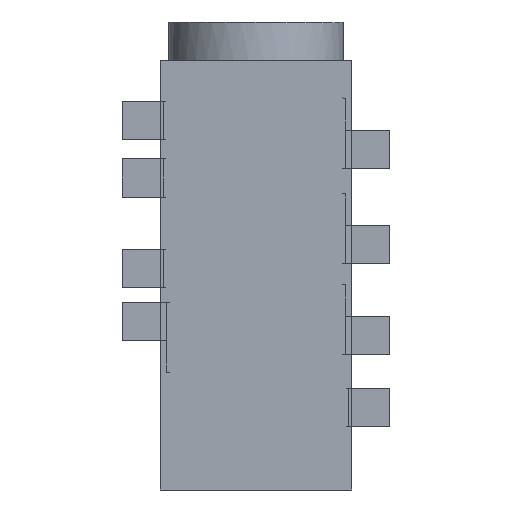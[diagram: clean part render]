
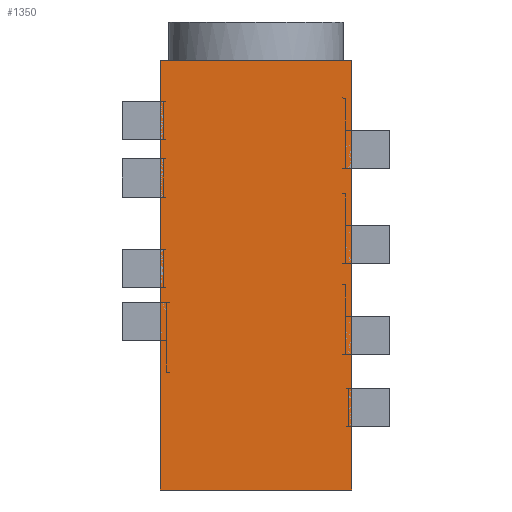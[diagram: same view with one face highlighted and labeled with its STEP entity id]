
A CAD part, front view. The second image highlights one B-rep face of the part: STEP entity #1350.
In plain terms, the highlighted planar face has unit normal (0, -1, 0).
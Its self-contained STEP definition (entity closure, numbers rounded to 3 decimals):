
#15 = VECTOR ( 'NONE', #2976, 1000. ) ;
#234 = EDGE_CURVE ( 'NONE', #2940, #3583, #6452, .T. ) ;
#243 = CARTESIAN_POINT ( 'NONE',  ( 3., 0., 0. ) ) ;
#392 = EDGE_LOOP ( 'NONE', ( #3008, #820, #6685, #446, #6114, #4505 ) ) ;
#446 = ORIENTED_EDGE ( 'NONE', *, *, #1233, .F. ) ;
#484 = VERTEX_POINT ( 'NONE', #1399 ) ;
#518 = VERTEX_POINT ( 'NONE', #6436 ) ;
#688 = FACE_OUTER_BOUND ( 'NONE', #392, .T. ) ;
#730 = VECTOR ( 'NONE', #5513, 1000. ) ;
#820 = ORIENTED_EDGE ( 'NONE', *, *, #4925, .F. ) ;
#1012 = CARTESIAN_POINT ( 'NONE',  ( -3., 0., -13.5 ) ) ;
#1122 = CARTESIAN_POINT ( 'NONE',  ( 3., 0., -13.5 ) ) ;
#1233 = EDGE_CURVE ( 'NONE', #484, #2940, #5621, .T. ) ;
#1334 = CARTESIAN_POINT ( 'NONE',  ( -3., 0., 0. ) ) ;
#1347 = CARTESIAN_POINT ( 'NONE',  ( 3., 0., 0. ) ) ;
#1350 = ADVANCED_FACE ( 'NONE', ( #688 ), #2802, .F. ) ;
#1397 = EDGE_CURVE ( 'NONE', #518, #484, #2495, .T. ) ;
#1399 = CARTESIAN_POINT ( 'NONE',  ( 1.146, 0., 0. ) ) ;
#1404 = DIRECTION ( 'NONE',  ( 0., 0., 1. ) ) ;
#1492 = VECTOR ( 'NONE', #3313, 1000. ) ;
#1626 = EDGE_CURVE ( 'NONE', #6050, #6391, #6080, .T. ) ;
#2043 = LINE ( 'NONE', #2572, #15 ) ;
#2182 = CARTESIAN_POINT ( 'NONE',  ( 0., 0., 0. ) ) ;
#2431 = VECTOR ( 'NONE', #6550, 1000. ) ;
#2450 = LINE ( 'NONE', #3927, #2431 ) ;
#2495 = LINE ( 'NONE', #5011, #730 ) ;
#2572 = CARTESIAN_POINT ( 'NONE',  ( 0., 0., -13.5 ) ) ;
#2802 = PLANE ( 'NONE',  #4199 ) ;
#2842 = VECTOR ( 'NONE', #1404, 1000. ) ;
#2940 = VERTEX_POINT ( 'NONE', #243 ) ;
#2976 = DIRECTION ( 'NONE',  ( -1., 0., 0. ) ) ;
#3008 = ORIENTED_EDGE ( 'NONE', *, *, #1626, .F. ) ;
#3313 = DIRECTION ( 'NONE',  ( 0., 0., -1. ) ) ;
#3548 = DIRECTION ( 'NONE',  ( 1., 0., 0. ) ) ;
#3553 = VECTOR ( 'NONE', #3548, 1000. ) ;
#3583 = VERTEX_POINT ( 'NONE', #1122 ) ;
#3672 = EDGE_CURVE ( 'NONE', #6391, #518, #2450, .T. ) ;
#3927 = CARTESIAN_POINT ( 'NONE',  ( 0., 0., 0. ) ) ;
#4199 = AXIS2_PLACEMENT_3D ( 'NONE', #2182, #5354, #4214 ) ;
#4214 = DIRECTION ( 'NONE',  ( 0., 0., 1. ) ) ;
#4449 = CARTESIAN_POINT ( 'NONE',  ( -3., 0., 0. ) ) ;
#4505 = ORIENTED_EDGE ( 'NONE', *, *, #3672, .F. ) ;
#4925 = EDGE_CURVE ( 'NONE', #3583, #6050, #2043, .T. ) ;
#5011 = CARTESIAN_POINT ( 'NONE',  ( 0., 0., 0. ) ) ;
#5354 = DIRECTION ( 'NONE',  ( 0., 1., 0. ) ) ;
#5513 = DIRECTION ( 'NONE',  ( 1., 0., 0. ) ) ;
#5621 = LINE ( 'NONE', #6102, #3553 ) ;
#6050 = VERTEX_POINT ( 'NONE', #1012 ) ;
#6080 = LINE ( 'NONE', #1334, #2842 ) ;
#6102 = CARTESIAN_POINT ( 'NONE',  ( 0., 0., 0. ) ) ;
#6114 = ORIENTED_EDGE ( 'NONE', *, *, #1397, .F. ) ;
#6391 = VERTEX_POINT ( 'NONE', #4449 ) ;
#6436 = CARTESIAN_POINT ( 'NONE',  ( -1.146, 0., 0. ) ) ;
#6452 = LINE ( 'NONE', #1347, #1492 ) ;
#6550 = DIRECTION ( 'NONE',  ( 1., 0., 0. ) ) ;
#6685 = ORIENTED_EDGE ( 'NONE', *, *, #234, .F. ) ;
